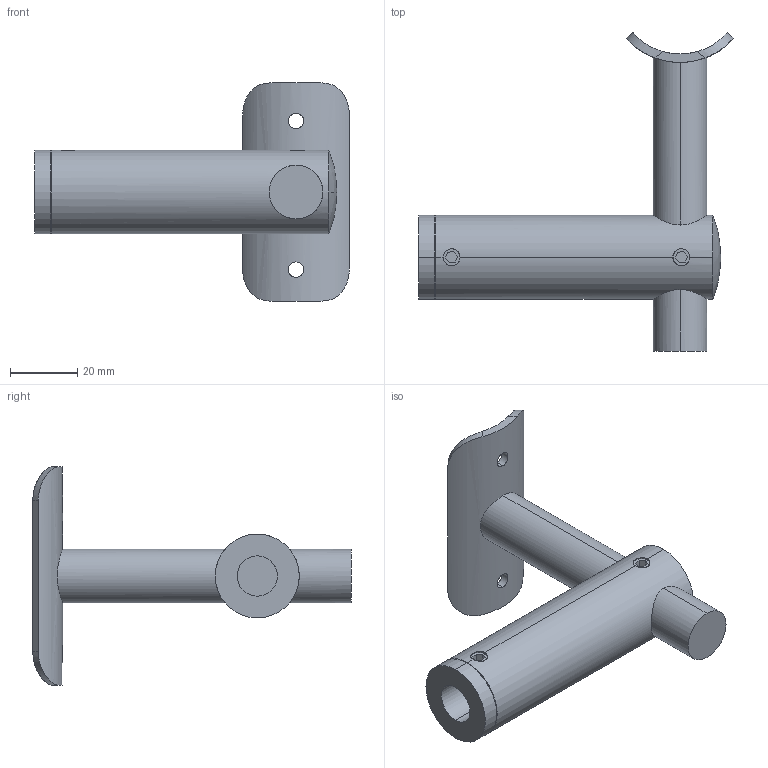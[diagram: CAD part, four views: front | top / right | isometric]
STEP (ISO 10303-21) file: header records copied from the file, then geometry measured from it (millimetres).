
FILE_DESCRIPTION (( 'STEP AP203' ), '1' );
FILE_NAME ('3D_GW2544_42.4_188671010.STEP', '2024-09-26T10:41:23', ( '' ), ( '' ), 'SwSTEP 2.0', 'SolidWorks 2024', '' );
FILE_SCHEMA (( 'CONFIG_CONTROL_DESIGN' ));
Length unit declared in the file: millimetre
Products named in the file (1): 3D_GW2544_42.4_188671010
Bounding box: 93.82 x 94.88 x 65 mm (x, y, z)
Volume: 59578.6 mm3; surface area: 17770.6 mm2
Topology: 4 solids, 4 shells, 67 faces, 161 edges, 102 vertices
Faces by surface type: cylinder 33, plane 28, cone 4, bspline 2
Entity records: 2860 total; most frequent: CARTESIAN_POINT 1269, ORIENTED_EDGE 314, DIRECTION 295, EDGE_CURVE 157, AXIS2_PLACEMENT_3D 106, VERTEX_POINT 102, VECTOR 83, LINE 83
